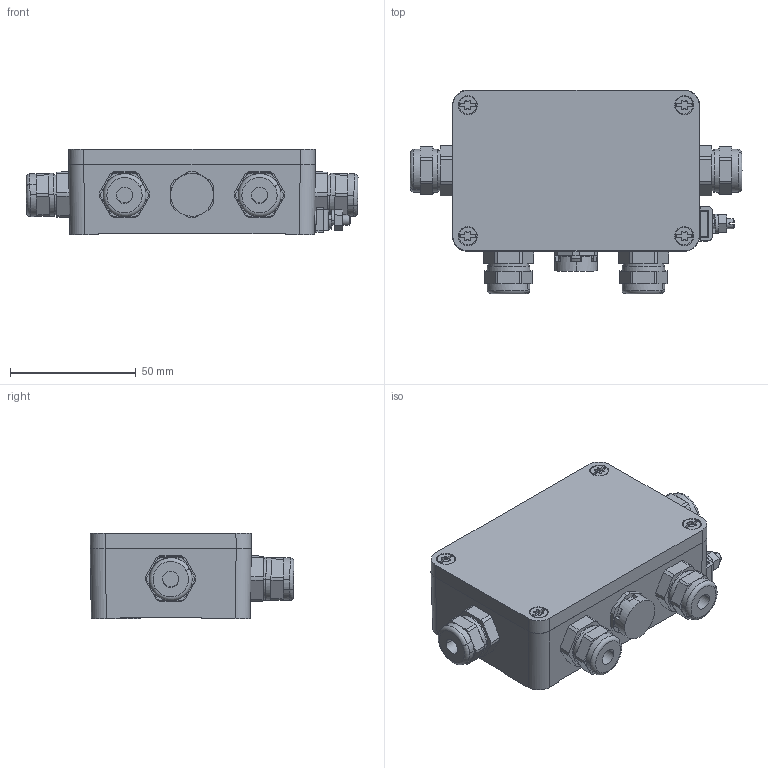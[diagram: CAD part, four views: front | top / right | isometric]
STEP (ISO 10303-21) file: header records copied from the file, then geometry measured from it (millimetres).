
FILE_DESCRIPTION(('CATIA V5 STEP Exchange','CAx-IF Rec.Pracs.--- Model Styling and Organization---1.4--- 2014-01-23'),'2;1');
FILE_NAME ('D1501152_1_2624390000_S3D_FBCon_PA_CG_2way_XXX.stp','2024-04-24T08:06:22+00:00',('none'),('Weidmueller'),'CATIA Version 5-6 Release 2016 SP3 HF44','CATIA V5 STEP AP214','none');
FILE_SCHEMA(('AUTOMOTIVE_DESIGN { 1 0 10303 214 1 1 1 1 }'));
Length unit declared in the file: millimetre
Products named in the file (1): S3D_FBCon_PA_CG_2way_XXX
Bounding box: 131.86 x 80.95 x 34 mm (x, y, z)
Volume: 224052.9 mm3; surface area: 30779 mm2
Topology: 1 solids, 1 shells, 450 faces, 1396 edges, 974 vertices
Faces by surface type: plane 236, cylinder 184, cone 16, torus 8, bspline 6
Entity records: 15459 total; most frequent: CARTESIAN_POINT 3307, ORIENTED_EDGE 2792, DIRECTION 1831, EDGE_CURVE 1396, VERTEX_POINT 974, VECTOR 856, LINE 856, AXIS2_PLACEMENT_3D 718
